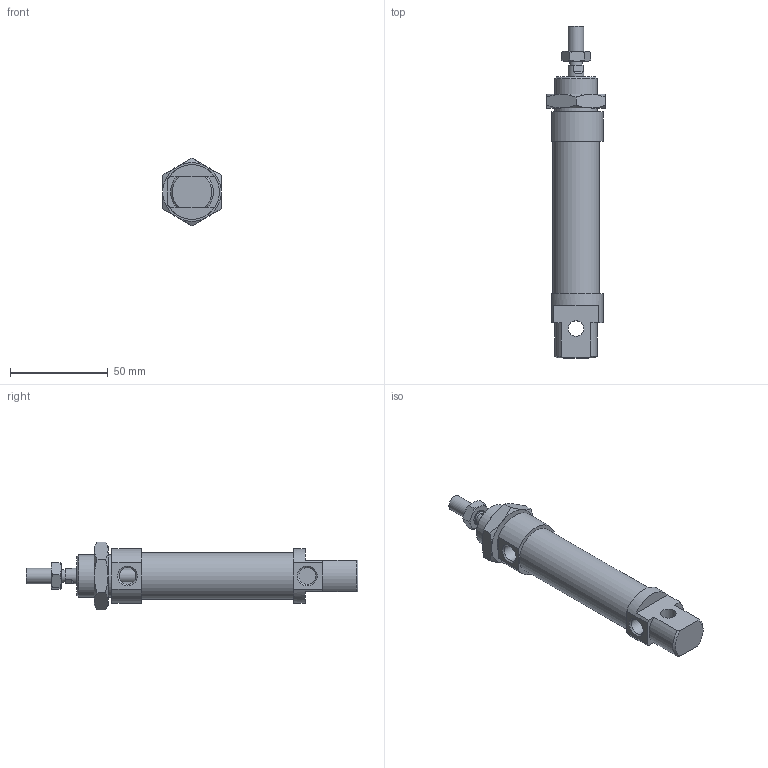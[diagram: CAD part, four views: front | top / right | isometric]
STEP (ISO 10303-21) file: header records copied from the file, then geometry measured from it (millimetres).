
FILE_DESCRIPTION( ( 'Unknown' ), '1' );
FILE_NAME( '1260.20.40.stp', 'Unknown', ( 'Unknown' ), ( 'Unknown' ), 'PSStep 17.0.49', 'Unknown', ' ' );
FILE_SCHEMA( ( 'AUTOMOTIVE_DESIGN { 1 0 10303 214 1 1 1 1 }' ) );
Length unit declared in the file: millimetre
Products named in the file (5): Assem1; S1260_20_50; 1200_20_05; 1200_20_06; C1260_20_50
Assembly tree (4 placements, depth 2):
  Assem1
    S1260_20_50
    1200_20_05
    1200_20_06
    C1260_20_50
Bounding box: 30 x 170 x 34.64 mm (x, y, z)
Volume: 66983 mm3; surface area: 19907.5 mm2
Topology: 4 solids, 4 shells, 92 faces, 204 edges, 125 vertices
Faces by surface type: plane 44, cone 33, cylinder 15
Full cylindrical faces by diameter (mm): 6.5 x1, 6.75 x1, 8 x4, 8.7 x2, 20.5 x1, 22 x1, 24 x1
Entity records: 3188 total; most frequent: CARTESIAN_POINT 543, DIRECTION 392, ORIENTED_EDGE 356, EDGE_CURVE 178, AXIS2_PLACEMENT_3D 171, EDGE_LOOP 124, VERTEX_POINT 118, FACE_OUTER_BOUND 103
